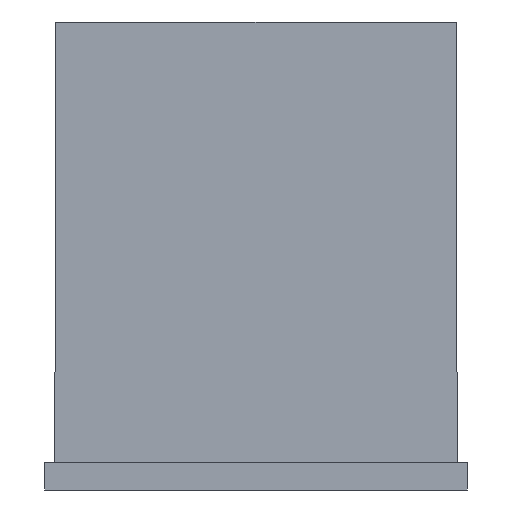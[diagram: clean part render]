
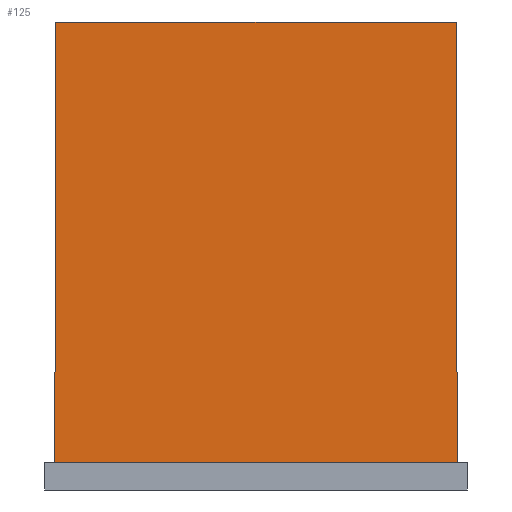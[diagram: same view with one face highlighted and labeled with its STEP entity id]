
A CAD part, front view. The second image highlights one B-rep face of the part: STEP entity #125.
In plain terms, the highlighted planar face has unit normal (0, -1, 0.002).
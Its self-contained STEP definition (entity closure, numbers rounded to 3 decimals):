
#11 = ORIENTED_EDGE ( 'NONE', *, *, #734, .F. ) ;
#76 = CARTESIAN_POINT ( 'NONE',  ( 90.999, -43.749, 0.305 ) ) ;
#125 = ADVANCED_FACE ( 'NONE', ( #550 ), #520, .T. ) ;
#164 = CARTESIAN_POINT ( 'NONE',  ( -91., -43.75, 0. ) ) ;
#184 = EDGE_CURVE ( 'NONE', #619, #962, #1799, .T. ) ;
#457 = CARTESIAN_POINT ( 'NONE',  ( -91.335, -44.085, -200. ) ) ;
#469 = CARTESIAN_POINT ( 'NONE',  ( 91.335, -44.085, -200. ) ) ;
#509 = DIRECTION ( 'NONE',  ( 0., -0.002, -1. ) ) ;
#520 = PLANE ( 'NONE',  #1769 ) ;
#533 = LINE ( 'NONE', #1748, #1117 ) ;
#550 = FACE_OUTER_BOUND ( 'NONE', #1065, .T. ) ;
#607 = DIRECTION ( 'NONE',  ( 1., 0., 0. ) ) ;
#619 = VERTEX_POINT ( 'NONE', #469 ) ;
#651 = DIRECTION ( 'NONE',  ( 1., 0., 0. ) ) ;
#734 = EDGE_CURVE ( 'NONE', #1550, #1115, #533, .T. ) ;
#923 = LINE ( 'NONE', #1217, #1042 ) ;
#962 = VERTEX_POINT ( 'NONE', #1428 ) ;
#1042 = VECTOR ( 'NONE', #651, 1000. ) ;
#1065 = EDGE_LOOP ( 'NONE', ( #1387, #11, #1630, #1639 ) ) ;
#1115 = VERTEX_POINT ( 'NONE', #164 ) ;
#1117 = VECTOR ( 'NONE', #1499, 1000. ) ;
#1177 = EDGE_CURVE ( 'NONE', #1115, #962, #1221, .T. ) ;
#1217 = CARTESIAN_POINT ( 'NONE',  ( 91., -44.085, -200. ) ) ;
#1220 = DIRECTION ( 'NONE',  ( 0., -1., 0.002 ) ) ;
#1221 = LINE ( 'NONE', #1371, #1708 ) ;
#1371 = CARTESIAN_POINT ( 'NONE',  ( -91., -43.75, 0. ) ) ;
#1387 = ORIENTED_EDGE ( 'NONE', *, *, #1177, .F. ) ;
#1428 = CARTESIAN_POINT ( 'NONE',  ( 91., -43.75, 0. ) ) ;
#1499 = DIRECTION ( 'NONE',  ( 0.002, 0.002, 1. ) ) ;
#1550 = VERTEX_POINT ( 'NONE', #457 ) ;
#1630 = ORIENTED_EDGE ( 'NONE', *, *, #1793, .T. ) ;
#1639 = ORIENTED_EDGE ( 'NONE', *, *, #184, .T. ) ;
#1708 = VECTOR ( 'NONE', #607, 1000. ) ;
#1748 = CARTESIAN_POINT ( 'NONE',  ( -91., -43.75, 0.147 ) ) ;
#1769 = AXIS2_PLACEMENT_3D ( 'NONE', #1786, #1220, #509 ) ;
#1780 = VECTOR ( 'NONE', #1794, 1000. ) ;
#1786 = CARTESIAN_POINT ( 'NONE',  ( -91., -43.75, 0. ) ) ;
#1793 = EDGE_CURVE ( 'NONE', #1550, #619, #923, .T. ) ;
#1794 = DIRECTION ( 'NONE',  ( -0.002, 0.002, 1. ) ) ;
#1799 = LINE ( 'NONE', #76, #1780 ) ;
